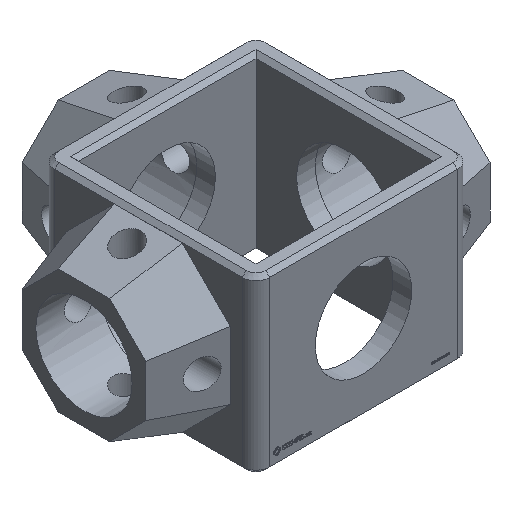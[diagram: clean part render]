
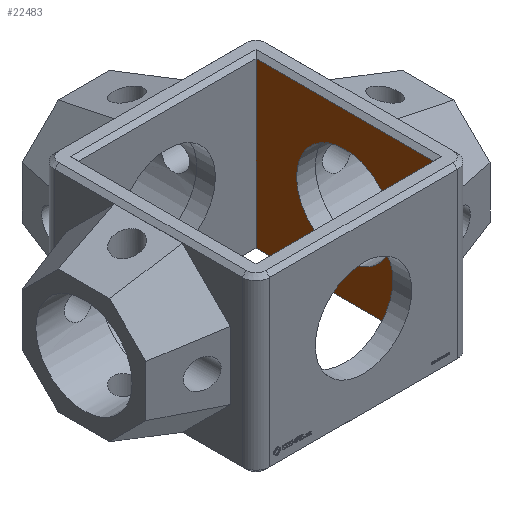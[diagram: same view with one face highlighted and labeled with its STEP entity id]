
A CAD part, isometric view. The second image highlights one B-rep face of the part: STEP entity #22483.
In plain terms, the highlighted planar face has unit normal (-1, 0, 0).
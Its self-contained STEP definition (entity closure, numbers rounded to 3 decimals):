
#3326 = PLANE('',#3327);
#3327 = AXIS2_PLACEMENT_3D('',#3328,#3329,#3330);
#3328 = CARTESIAN_POINT('',(6.595,6.45,-6.105));
#3329 = DIRECTION('',(0.707,0.,0.707));
#3330 = DIRECTION('',(-0.,1.,-0.));
#3631 = PLANE('',#3632);
#3632 = AXIS2_PLACEMENT_3D('',#3633,#3634,#3635);
#3633 = CARTESIAN_POINT('',(6.595,6.45,6.105));
#3634 = DIRECTION('',(-0.707,0.,0.707));
#3635 = DIRECTION('',(-0.,1.,-0.));
#7684 = VERTEX_POINT('',#7685);
#7685 = CARTESIAN_POINT('',(6.45,-6.45,-5.96));
#7722 = PLANE('',#7723);
#7723 = AXIS2_PLACEMENT_3D('',#7724,#7725,#7726);
#7724 = CARTESIAN_POINT('',(6.45,-6.45,-6.25));
#7725 = DIRECTION('',(0.,-1.,0.));
#7726 = DIRECTION('',(-1.,0.,0.));
#7740 = VERTEX_POINT('',#7741);
#7741 = CARTESIAN_POINT('',(6.45,6.45,-5.96));
#7776 = PLANE('',#7777);
#7777 = AXIS2_PLACEMENT_3D('',#7778,#7779,#7780);
#7778 = CARTESIAN_POINT('',(-6.45,6.45,-6.25));
#7779 = DIRECTION('',(0.,1.,0.));
#7780 = DIRECTION('',(1.,0.,0.));
#7794 = EDGE_CURVE('',#7740,#7684,#7795,.T.);
#7795 = SURFACE_CURVE('',#7796,(#7800,#7807),.PCURVE_S1.);
#7796 = LINE('',#7797,#7798);
#7797 = CARTESIAN_POINT('',(6.45,6.45,-5.96));
#7798 = VECTOR('',#7799,1.);
#7799 = DIRECTION('',(0.,-1.,0.));
#7800 = PCURVE('',#3326,#7801);
#7801 = DEFINITIONAL_REPRESENTATION('',(#7802),#7806);
#7802 = LINE('',#7803,#7804);
#7803 = CARTESIAN_POINT('',(-0.,0.205));
#7804 = VECTOR('',#7805,1.);
#7805 = DIRECTION('',(-1.,0.));
#7806 = ( GEOMETRIC_REPRESENTATION_CONTEXT(2) 
PARAMETRIC_REPRESENTATION_CONTEXT() REPRESENTATION_CONTEXT('2D SPACE',''
  ) );
#7807 = PCURVE('',#7808,#7813);
#7808 = PLANE('',#7809);
#7809 = AXIS2_PLACEMENT_3D('',#7810,#7811,#7812);
#7810 = CARTESIAN_POINT('',(6.45,6.45,-6.25));
#7811 = DIRECTION('',(1.,0.,0.));
#7812 = DIRECTION('',(0.,-1.,0.));
#7813 = DEFINITIONAL_REPRESENTATION('',(#7814),#7818);
#7814 = LINE('',#7815,#7816);
#7815 = CARTESIAN_POINT('',(0.,-0.29));
#7816 = VECTOR('',#7817,1.);
#7817 = DIRECTION('',(1.,0.));
#7818 = ( GEOMETRIC_REPRESENTATION_CONTEXT(2) 
PARAMETRIC_REPRESENTATION_CONTEXT() REPRESENTATION_CONTEXT('2D SPACE',''
  ) );
#8026 = VERTEX_POINT('',#8027);
#8027 = CARTESIAN_POINT('',(6.45,-6.45,5.96));
#8077 = VERTEX_POINT('',#8078);
#8078 = CARTESIAN_POINT('',(6.45,6.45,5.96));
#8126 = EDGE_CURVE('',#8077,#8026,#8127,.T.);
#8127 = SURFACE_CURVE('',#8128,(#8132,#8139),.PCURVE_S1.);
#8128 = LINE('',#8129,#8130);
#8129 = CARTESIAN_POINT('',(6.45,6.45,5.96));
#8130 = VECTOR('',#8131,1.);
#8131 = DIRECTION('',(0.,-1.,0.));
#8132 = PCURVE('',#3631,#8133);
#8133 = DEFINITIONAL_REPRESENTATION('',(#8134),#8138);
#8134 = LINE('',#8135,#8136);
#8135 = CARTESIAN_POINT('',(0.,0.205));
#8136 = VECTOR('',#8137,1.);
#8137 = DIRECTION('',(-1.,0.));
#8138 = ( GEOMETRIC_REPRESENTATION_CONTEXT(2) 
PARAMETRIC_REPRESENTATION_CONTEXT() REPRESENTATION_CONTEXT('2D SPACE',''
  ) );
#8139 = PCURVE('',#7808,#8140);
#8140 = DEFINITIONAL_REPRESENTATION('',(#8141),#8145);
#8141 = LINE('',#8142,#8143);
#8142 = CARTESIAN_POINT('',(0.,-12.21));
#8143 = VECTOR('',#8144,1.);
#8144 = DIRECTION('',(1.,0.));
#8145 = ( GEOMETRIC_REPRESENTATION_CONTEXT(2) 
PARAMETRIC_REPRESENTATION_CONTEXT() REPRESENTATION_CONTEXT('2D SPACE',''
  ) );
#22373 = EDGE_CURVE('',#7684,#8026,#22374,.T.);
#22374 = SURFACE_CURVE('',#22375,(#22379,#22386),.PCURVE_S1.);
#22375 = LINE('',#22376,#22377);
#22376 = CARTESIAN_POINT('',(6.45,-6.45,-6.25));
#22377 = VECTOR('',#22378,1.);
#22378 = DIRECTION('',(0.,0.,1.));
#22379 = PCURVE('',#7722,#22380);
#22380 = DEFINITIONAL_REPRESENTATION('',(#22381),#22385);
#22381 = LINE('',#22382,#22383);
#22382 = CARTESIAN_POINT('',(0.,-0.));
#22383 = VECTOR('',#22384,1.);
#22384 = DIRECTION('',(0.,-1.));
#22385 = ( GEOMETRIC_REPRESENTATION_CONTEXT(2) 
PARAMETRIC_REPRESENTATION_CONTEXT() REPRESENTATION_CONTEXT('2D SPACE',''
  ) );
#22386 = PCURVE('',#7808,#22387);
#22387 = DEFINITIONAL_REPRESENTATION('',(#22388),#22392);
#22388 = LINE('',#22389,#22390);
#22389 = CARTESIAN_POINT('',(12.9,0.));
#22390 = VECTOR('',#22391,1.);
#22391 = DIRECTION('',(0.,-1.));
#22392 = ( GEOMETRIC_REPRESENTATION_CONTEXT(2) 
PARAMETRIC_REPRESENTATION_CONTEXT() REPRESENTATION_CONTEXT('2D SPACE',''
  ) );
#22432 = EDGE_CURVE('',#7740,#8077,#22433,.T.);
#22433 = SURFACE_CURVE('',#22434,(#22438,#22445),.PCURVE_S1.);
#22434 = LINE('',#22435,#22436);
#22435 = CARTESIAN_POINT('',(6.45,6.45,-6.25));
#22436 = VECTOR('',#22437,1.);
#22437 = DIRECTION('',(0.,0.,1.));
#22438 = PCURVE('',#7776,#22439);
#22439 = DEFINITIONAL_REPRESENTATION('',(#22440),#22444);
#22440 = LINE('',#22441,#22442);
#22441 = CARTESIAN_POINT('',(12.9,0.));
#22442 = VECTOR('',#22443,1.);
#22443 = DIRECTION('',(0.,-1.));
#22444 = ( GEOMETRIC_REPRESENTATION_CONTEXT(2) 
PARAMETRIC_REPRESENTATION_CONTEXT() REPRESENTATION_CONTEXT('2D SPACE',''
  ) );
#22445 = PCURVE('',#7808,#22446);
#22446 = DEFINITIONAL_REPRESENTATION('',(#22447),#22451);
#22447 = LINE('',#22448,#22449);
#22448 = CARTESIAN_POINT('',(0.,0.));
#22449 = VECTOR('',#22450,1.);
#22450 = DIRECTION('',(0.,-1.));
#22451 = ( GEOMETRIC_REPRESENTATION_CONTEXT(2) 
PARAMETRIC_REPRESENTATION_CONTEXT() REPRESENTATION_CONTEXT('2D SPACE',''
  ) );
#22483 = ADVANCED_FACE('',(#22484,#22490),#7808,.F.);
#22484 = FACE_BOUND('',#22485,.F.);
#22485 = EDGE_LOOP('',(#22486,#22487,#22488,#22489));
#22486 = ORIENTED_EDGE('',*,*,#22432,.T.);
#22487 = ORIENTED_EDGE('',*,*,#8126,.T.);
#22488 = ORIENTED_EDGE('',*,*,#22373,.F.);
#22489 = ORIENTED_EDGE('',*,*,#7794,.F.);
#22490 = FACE_BOUND('',#22491,.F.);
#22491 = EDGE_LOOP('',(#22492));
#22492 = ORIENTED_EDGE('',*,*,#22493,.T.);
#22493 = EDGE_CURVE('',#22494,#22494,#22496,.T.);
#22494 = VERTEX_POINT('',#22495);
#22495 = CARTESIAN_POINT('',(6.45,3.5,0.));
#22496 = SURFACE_CURVE('',#22497,(#22502,#22513),.PCURVE_S1.);
#22497 = CIRCLE('',#22498,3.5);
#22498 = AXIS2_PLACEMENT_3D('',#22499,#22500,#22501);
#22499 = CARTESIAN_POINT('',(6.45,0.,0.));
#22500 = DIRECTION('',(-1.,0.,0.));
#22501 = DIRECTION('',(0.,1.,0.));
#22502 = PCURVE('',#7808,#22503);
#22503 = DEFINITIONAL_REPRESENTATION('',(#22504),#22512);
#22504 = ( BOUNDED_CURVE() B_SPLINE_CURVE(2,(#22505,#22506,#22507,#22508
    ,#22509,#22510,#22511),.UNSPECIFIED.,.T.,.F.) 
B_SPLINE_CURVE_WITH_KNOTS((1,2,2,2,2,1),(-2.094,0.,
    2.094,4.189,6.283,8.378),
.UNSPECIFIED.) CURVE() GEOMETRIC_REPRESENTATION_ITEM() 
RATIONAL_B_SPLINE_CURVE((1.,0.5,1.,0.5,1.,0.5,1.)) REPRESENTATION_ITEM(
  '') );
#22505 = CARTESIAN_POINT('',(2.95,-6.25));
#22506 = CARTESIAN_POINT('',(2.95,-0.188));
#22507 = CARTESIAN_POINT('',(8.2,-3.219));
#22508 = CARTESIAN_POINT('',(13.45,-6.25));
#22509 = CARTESIAN_POINT('',(8.2,-9.281));
#22510 = CARTESIAN_POINT('',(2.95,-12.312));
#22511 = CARTESIAN_POINT('',(2.95,-6.25));
#22512 = ( GEOMETRIC_REPRESENTATION_CONTEXT(2) 
PARAMETRIC_REPRESENTATION_CONTEXT() REPRESENTATION_CONTEXT('2D SPACE',''
  ) );
#22513 = PCURVE('',#22514,#22519);
#22514 = CYLINDRICAL_SURFACE('',#22515,3.5);
#22515 = AXIS2_PLACEMENT_3D('',#22516,#22517,#22518);
#22516 = CARTESIAN_POINT('',(0.,0.,0.));
#22517 = DIRECTION('',(-1.,0.,0.));
#22518 = DIRECTION('',(0.,1.,0.));
#22519 = DEFINITIONAL_REPRESENTATION('',(#22520),#22524);
#22520 = LINE('',#22521,#22522);
#22521 = CARTESIAN_POINT('',(-6.283,-6.45));
#22522 = VECTOR('',#22523,1.);
#22523 = DIRECTION('',(1.,-0.));
#22524 = ( GEOMETRIC_REPRESENTATION_CONTEXT(2) 
PARAMETRIC_REPRESENTATION_CONTEXT() REPRESENTATION_CONTEXT('2D SPACE',''
  ) );
